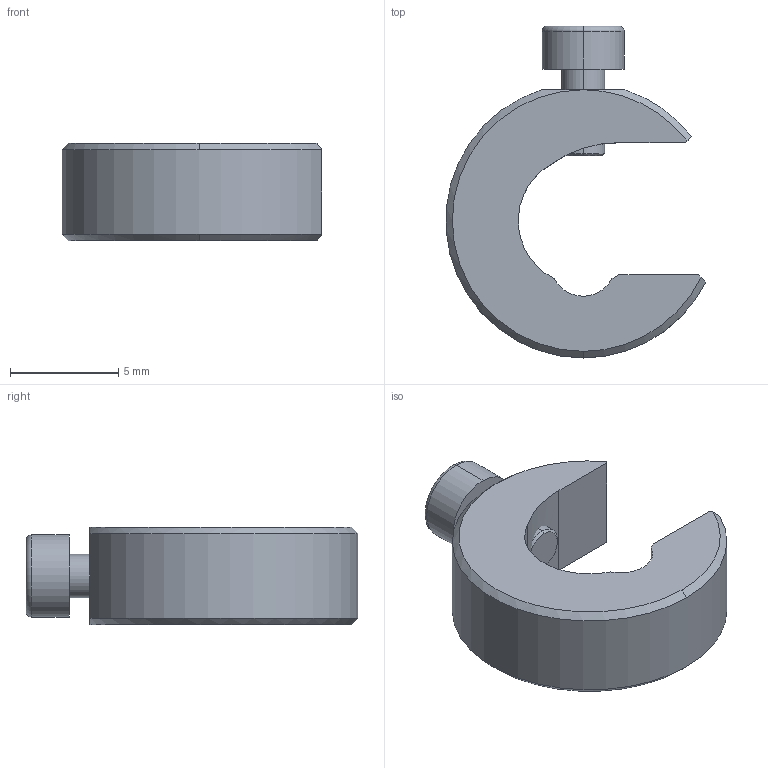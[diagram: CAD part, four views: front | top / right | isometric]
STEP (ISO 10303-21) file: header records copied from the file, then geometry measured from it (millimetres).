
FILE_DESCRIPTION (( 'STEP AP203' ), '1' );
FILE_NAME ('GCT-010201 俋倛芞.STEP', '2017-08-03T06:37:29', ( 'Lxtx999.CoM' ), ( 'Lxtx999.CoM' ), 'SwSTEP 2.0', 'SolidWorks 2012', '' );
FILE_SCHEMA (( 'CONFIG_CONTROL_DESIGN' ));
Length unit declared in the file: centimetre
Products named in the file (1): GCT-010201 俋倛芞
Bounding box: 12.01 x 15.35 x 4.5 mm (x, y, z)
Surface area: 448.6 mm2 (no closed solid volume)
Topology: 0 solids, 2 shells, 45 faces, 112 edges, 71 vertices
Faces by surface type: plane 22, cylinder 11, cone 10, torus 2
Entity records: 1442 total; most frequent: CARTESIAN_POINT 281, DIRECTION 238, ORIENTED_EDGE 216, EDGE_CURVE 110, AXIS2_PLACEMENT_3D 92, VERTEX_POINT 71, LINE 54, VECTOR 54
